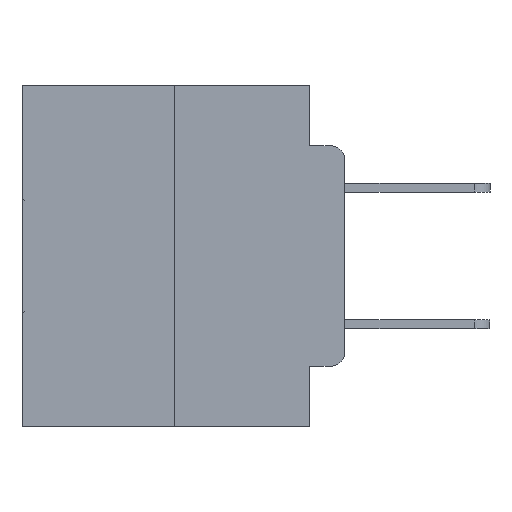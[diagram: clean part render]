
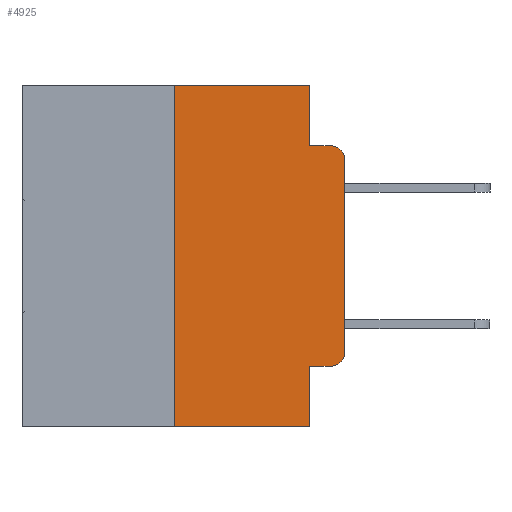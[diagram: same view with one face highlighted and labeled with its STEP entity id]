
A CAD part, left-side view. The second image highlights one B-rep face of the part: STEP entity #4925.
In plain terms, the highlighted planar face has unit normal (-1, 0, 0).
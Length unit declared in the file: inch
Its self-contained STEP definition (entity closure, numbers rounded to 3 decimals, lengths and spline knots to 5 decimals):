
#351 = DIRECTION ( 'NONE',  ( 0., -1., 0. ) ) ;
#2172 = VERTEX_POINT ( 'NONE', #6310 ) ;
#2374 = DIRECTION ( 'NONE',  ( 0., 0., -1. ) ) ;
#2378 = CARTESIAN_POINT ( 'NONE',  ( 0., 0.02, -0.4115 ) ) ;
#3160 = LINE ( 'NONE', #24636, #24708 ) ;
#3355 = DIRECTION ( 'NONE',  ( 0., -1., 0. ) ) ;
#4011 = EDGE_CURVE ( 'NONE', #2172, #28383, #26192, .T. ) ;
#4364 = EDGE_CURVE ( 'NONE', #22543, #4387, #6131, .T. ) ;
#4387 = VERTEX_POINT ( 'NONE', #24634 ) ;
#4611 = EDGE_CURVE ( 'NONE', #20815, #6877, #11140, .T. ) ;
#4615 = AXIS2_PLACEMENT_3D ( 'NONE', #4738, #8171, #21880 ) ;
#4738 = CARTESIAN_POINT ( 'NONE',  ( 0., 0.02, -0.1085 ) ) ;
#4925 = ADVANCED_FACE ( 'NONE', ( #7897 ), #11330, .F. ) ;
#5052 = VECTOR ( 'NONE', #3355, 39.37008 ) ;
#5061 = ORIENTED_EDGE ( 'NONE', *, *, #4364, .F. ) ;
#5629 = ORIENTED_EDGE ( 'NONE', *, *, #13363, .F. ) ;
#6131 = LINE ( 'NONE', #28900, #17326 ) ;
#6310 = CARTESIAN_POINT ( 'NONE',  ( 0., 0., -0.1085 ) ) ;
#6877 = VERTEX_POINT ( 'NONE', #24319 ) ;
#7490 = ORIENTED_EDGE ( 'NONE', *, *, #25339, .F. ) ;
#7897 = FACE_OUTER_BOUND ( 'NONE', #11591, .T. ) ;
#8171 = DIRECTION ( 'NONE',  ( -1., 0., 0. ) ) ;
#8395 = EDGE_CURVE ( 'NONE', #10266, #27538, #14076, .T. ) ;
#8559 = DIRECTION ( 'NONE',  ( 0., 0., -1. ) ) ;
#10160 = CARTESIAN_POINT ( 'NONE',  ( 0., 0.051, 0. ) ) ;
#10266 = VERTEX_POINT ( 'NONE', #2378 ) ;
#10355 = ORIENTED_EDGE ( 'NONE', *, *, #17846, .F. ) ;
#10486 = DIRECTION ( 'NONE',  ( 0., -1., 0. ) ) ;
#10488 = EDGE_CURVE ( 'NONE', #20815, #21680, #26442, .T. ) ;
#10915 = CARTESIAN_POINT ( 'NONE',  ( 0., 0.051, -0.4115 ) ) ;
#11140 = LINE ( 'NONE', #25453, #5052 ) ;
#11209 = LINE ( 'NONE', #25775, #27862 ) ;
#11228 = EDGE_CURVE ( 'NONE', #27538, #2172, #3160, .T. ) ;
#11330 = PLANE ( 'NONE',  #16473 ) ;
#11422 = DIRECTION ( 'NONE',  ( 0., 0., -1. ) ) ;
#11591 = EDGE_LOOP ( 'NONE', ( #12220, #18719, #7490, #5061, #5629, #24339, #17554, #10355, #11857, #16896 ) ) ;
#11659 = DIRECTION ( 'NONE',  ( 0., 0., 1. ) ) ;
#11857 = ORIENTED_EDGE ( 'NONE', *, *, #27992, .T. ) ;
#12220 = ORIENTED_EDGE ( 'NONE', *, *, #11228, .T. ) ;
#13363 = EDGE_CURVE ( 'NONE', #21680, #22543, #27265, .T. ) ;
#14076 = CIRCLE ( 'NONE', #28469, 0.02 ) ;
#14881 = CARTESIAN_POINT ( 'NONE',  ( 0., 0., -0.3915 ) ) ;
#15831 = DIRECTION ( 'NONE',  ( 0., 0., 1. ) ) ;
#15956 = DIRECTION ( 'NONE',  ( -1., 0., 0. ) ) ;
#16308 = DIRECTION ( 'NONE',  ( 0., -1., 0. ) ) ;
#16473 = AXIS2_PLACEMENT_3D ( 'NONE', #17933, #24498, #11422 ) ;
#16896 = ORIENTED_EDGE ( 'NONE', *, *, #8395, .T. ) ;
#17326 = VECTOR ( 'NONE', #18159, 39.37008 ) ;
#17554 = ORIENTED_EDGE ( 'NONE', *, *, #4611, .T. ) ;
#17846 = EDGE_CURVE ( 'NONE', #24839, #6877, #27792, .T. ) ;
#17933 = CARTESIAN_POINT ( 'NONE',  ( 0., 0.473, 0. ) ) ;
#18159 = DIRECTION ( 'NONE',  ( 0., 0., -1. ) ) ;
#18445 = CARTESIAN_POINT ( 'NONE',  ( 0., 0.051, -0.4115 ) ) ;
#18719 = ORIENTED_EDGE ( 'NONE', *, *, #4011, .T. ) ;
#20127 = CARTESIAN_POINT ( 'NONE',  ( 0., 0.25, 0. ) ) ;
#20692 = VECTOR ( 'NONE', #15831, 39.37008 ) ;
#20815 = VERTEX_POINT ( 'NONE', #25320 ) ;
#21554 = VECTOR ( 'NONE', #16308, 39.37008 ) ;
#21680 = VERTEX_POINT ( 'NONE', #21795 ) ;
#21795 = CARTESIAN_POINT ( 'NONE',  ( 0., 0.25, 0. ) ) ;
#21880 = DIRECTION ( 'NONE',  ( 0., 0., -1. ) ) ;
#22543 = VERTEX_POINT ( 'NONE', #10160 ) ;
#22574 = VECTOR ( 'NONE', #8559, 39.37008 ) ;
#23380 = LINE ( 'NONE', #18445, #28403 ) ;
#24120 = CARTESIAN_POINT ( 'NONE',  ( 0., 0.02, -0.0885 ) ) ;
#24319 = CARTESIAN_POINT ( 'NONE',  ( 0., 0.051, -0.5 ) ) ;
#24339 = ORIENTED_EDGE ( 'NONE', *, *, #10488, .F. ) ;
#24498 = DIRECTION ( 'NONE',  ( 1., 0., 0. ) ) ;
#24634 = CARTESIAN_POINT ( 'NONE',  ( 0., 0.051, -0.0885 ) ) ;
#24636 = CARTESIAN_POINT ( 'NONE',  ( 0., 0., 0. ) ) ;
#24708 = VECTOR ( 'NONE', #11659, 39.37008 ) ;
#24839 = VERTEX_POINT ( 'NONE', #10915 ) ;
#25320 = CARTESIAN_POINT ( 'NONE',  ( 0., 0.25, -0.5 ) ) ;
#25339 = EDGE_CURVE ( 'NONE', #4387, #28383, #11209, .T. ) ;
#25453 = CARTESIAN_POINT ( 'NONE',  ( 0., 0.473, -0.5 ) ) ;
#25775 = CARTESIAN_POINT ( 'NONE',  ( 0., 0.051, -0.0885 ) ) ;
#26022 = CARTESIAN_POINT ( 'NONE',  ( 0., 0.051, 0. ) ) ;
#26192 = CIRCLE ( 'NONE', #4615, 0.02 ) ;
#26442 = LINE ( 'NONE', #20127, #20692 ) ;
#27113 = CARTESIAN_POINT ( 'NONE',  ( 0., 0.473, 0. ) ) ;
#27265 = LINE ( 'NONE', #27113, #21554 ) ;
#27538 = VERTEX_POINT ( 'NONE', #14881 ) ;
#27792 = LINE ( 'NONE', #26022, #22574 ) ;
#27862 = VECTOR ( 'NONE', #10486, 39.37008 ) ;
#27992 = EDGE_CURVE ( 'NONE', #24839, #10266, #23380, .T. ) ;
#28383 = VERTEX_POINT ( 'NONE', #24120 ) ;
#28403 = VECTOR ( 'NONE', #351, 39.37008 ) ;
#28469 = AXIS2_PLACEMENT_3D ( 'NONE', #28878, #15956, #2374 ) ;
#28878 = CARTESIAN_POINT ( 'NONE',  ( 0., 0.02, -0.3915 ) ) ;
#28900 = CARTESIAN_POINT ( 'NONE',  ( 0., 0.051, 0. ) ) ;
